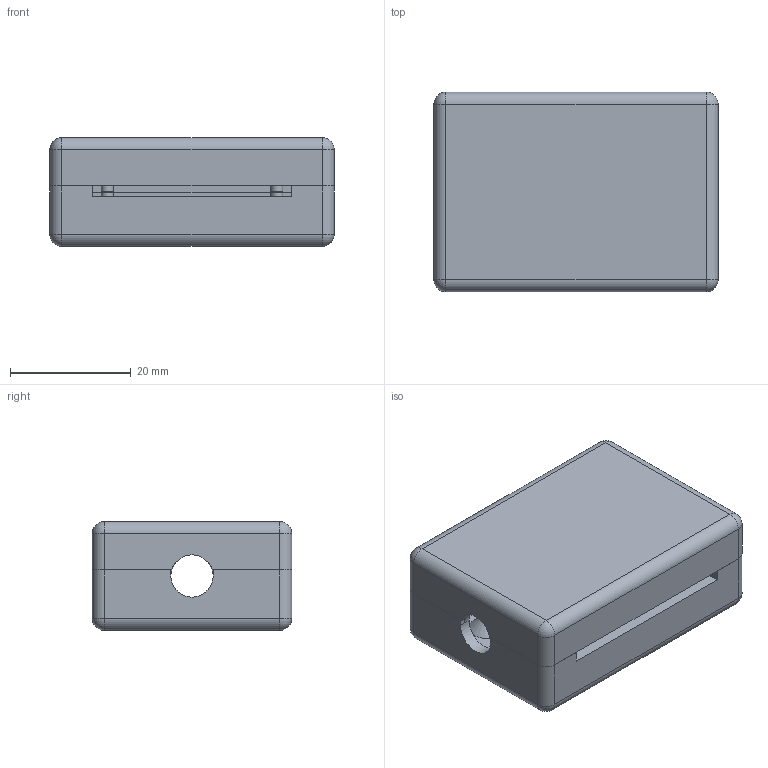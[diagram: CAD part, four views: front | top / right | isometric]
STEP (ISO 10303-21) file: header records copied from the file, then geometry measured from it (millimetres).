
FILE_DESCRIPTION(('HOOPS Exchange Step'),'2;1');
FILE_NAME('temp_export','2022-12-15T16:18:00-05:00',('nick_petersen'),('Shapr3D Limited'),'HOOPS Exchange 2022.1','Shapr3D','Authorized');
FILE_SCHEMA( ('AUTOMOTIVE_DESIGN { 1 0 10303 214 1 1 1 1 }') );
Length unit declared in the file: millimetre
Products named in the file (2): Sensor Box; root
Assembly tree (1 placements, depth 2):
  root
    Sensor Box
Bounding box: 47 x 33 x 18 mm (x, y, z)
Volume: 10035.1 mm3; surface area: 10893.6 mm2
Topology: 2 solids, 2 shells, 104 faces, 276 edges, 172 vertices
Faces by surface type: plane 58, cylinder 34, sphere 8, cone 4
Full cylindrical faces by diameter (mm): 2 x4
Entity records: 3222 total; most frequent: DIRECTION 568, CARTESIAN_POINT 546, ORIENTED_EDGE 536, EDGE_CURVE 268, AXIS2_PLACEMENT_3D 194, VECTOR 180, LINE 180, VERTEX_POINT 172
